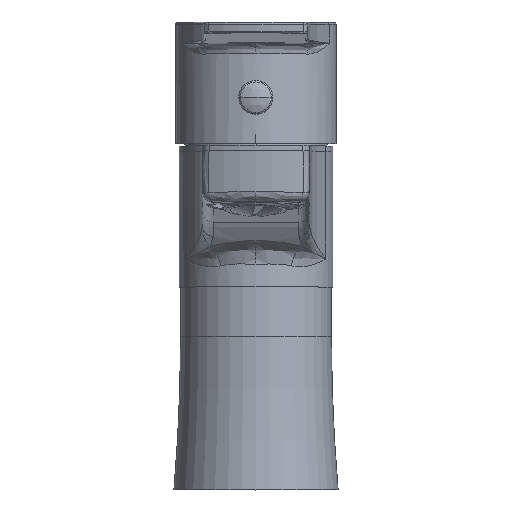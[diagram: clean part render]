
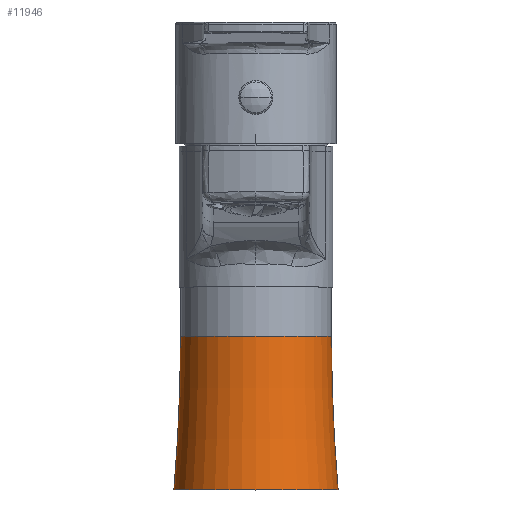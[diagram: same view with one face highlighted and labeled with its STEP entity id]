
A CAD part, top view. The second image highlights one B-rep face of the part: STEP entity #11946.
In plain terms, the highlighted toroidal (fillet/blend) face has major radius 521.15 mm and minor radius 500 mm.
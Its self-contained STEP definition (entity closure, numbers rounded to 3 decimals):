
#820 = AXIS2_PLACEMENT_3D ( 'NONE', #7790, #6260, #12489 ) ;
#1263 = EDGE_CURVE ( 'NONE', #17219, #16824, #4432, .T. ) ;
#1695 = AXIS2_PLACEMENT_3D ( 'NONE', #10928, #15251, #7764 ) ;
#1944 = VERTEX_POINT ( 'NONE', #8471 ) ;
#2868 = ORIENTED_EDGE ( 'NONE', *, *, #1263, .T. ) ;
#3763 = DIRECTION ( 'NONE',  ( 0., 0., 1. ) ) ;
#4432 = CIRCLE ( 'NONE', #9638, 21.15 ) ;
#4629 = EDGE_CURVE ( 'NONE', #1944, #17219, #9278, .T. ) ;
#5263 = FACE_OUTER_BOUND ( 'NONE', #6568, .T. ) ;
#5488 = DIRECTION ( 'NONE',  ( 1., 0., 0. ) ) ;
#6260 = DIRECTION ( 'NONE',  ( 0., 0., -1. ) ) ;
#6427 = ORIENTED_EDGE ( 'NONE', *, *, #4629, .T. ) ;
#6568 = EDGE_LOOP ( 'NONE', ( #7435, #15588, #6427, #2868 ) ) ;
#7435 = ORIENTED_EDGE ( 'NONE', *, *, #19867, .F. ) ;
#7764 = DIRECTION ( 'NONE',  ( 1., 0., 0. ) ) ;
#7790 = CARTESIAN_POINT ( 'NONE',  ( 521.15, 47.172, 0. ) ) ;
#8126 = CARTESIAN_POINT ( 'NONE',  ( 0., 47.172, 0. ) ) ;
#8471 = CARTESIAN_POINT ( 'NONE',  ( 23., 4.2, 0. ) ) ;
#8536 = CIRCLE ( 'NONE', #1695, 23. ) ;
#9247 = CARTESIAN_POINT ( 'NONE',  ( 21.15, 47.172, 0. ) ) ;
#9278 = CIRCLE ( 'NONE', #820, 500. ) ;
#9638 = AXIS2_PLACEMENT_3D ( 'NONE', #17922, #10595, #16813 ) ;
#10595 = DIRECTION ( 'NONE',  ( 0., -1., 0. ) ) ;
#10928 = CARTESIAN_POINT ( 'NONE',  ( 0., 4.2, 0. ) ) ;
#11483 = DIRECTION ( 'NONE',  ( 1., 0., 0. ) ) ;
#11506 = CARTESIAN_POINT ( 'NONE',  ( -521.15, 47.172, 0. ) ) ;
#11946 = ADVANCED_FACE ( 'NONE', ( #5263 ), #16503, .F. ) ;
#12489 = DIRECTION ( 'NONE',  ( -1., 0., 0. ) ) ;
#13139 = AXIS2_PLACEMENT_3D ( 'NONE', #11506, #3763, #5488 ) ;
#15251 = DIRECTION ( 'NONE',  ( 0., -1., 0. ) ) ;
#15588 = ORIENTED_EDGE ( 'NONE', *, *, #17517, .F. ) ;
#16503 = TOROIDAL_SURFACE ( 'NONE', #18772, 521.15, 500. ) ;
#16729 = CIRCLE ( 'NONE', #13139, 500. ) ;
#16813 = DIRECTION ( 'NONE',  ( 1., 0., 0. ) ) ;
#16824 = VERTEX_POINT ( 'NONE', #20163 ) ;
#17219 = VERTEX_POINT ( 'NONE', #9247 ) ;
#17517 = EDGE_CURVE ( 'NONE', #1944, #18005, #8536, .T. ) ;
#17922 = CARTESIAN_POINT ( 'NONE',  ( 0., 47.172, 0. ) ) ;
#18005 = VERTEX_POINT ( 'NONE', #18649 ) ;
#18649 = CARTESIAN_POINT ( 'NONE',  ( -23., 4.2, 0. ) ) ;
#18772 = AXIS2_PLACEMENT_3D ( 'NONE', #8126, #18832, #11483 ) ;
#18832 = DIRECTION ( 'NONE',  ( 0., -1., 0. ) ) ;
#19867 = EDGE_CURVE ( 'NONE', #18005, #16824, #16729, .T. ) ;
#20163 = CARTESIAN_POINT ( 'NONE',  ( -21.15, 47.172, 0. ) ) ;
